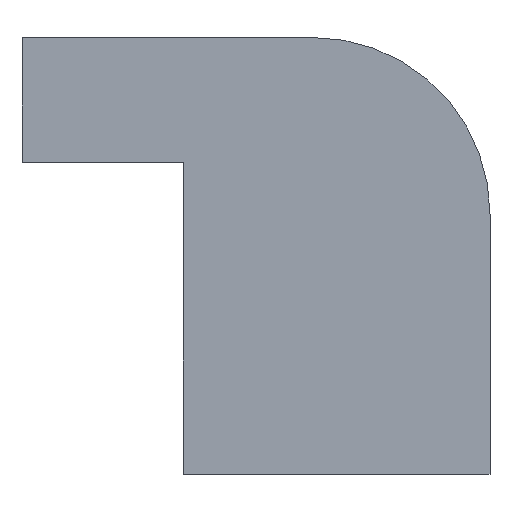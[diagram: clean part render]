
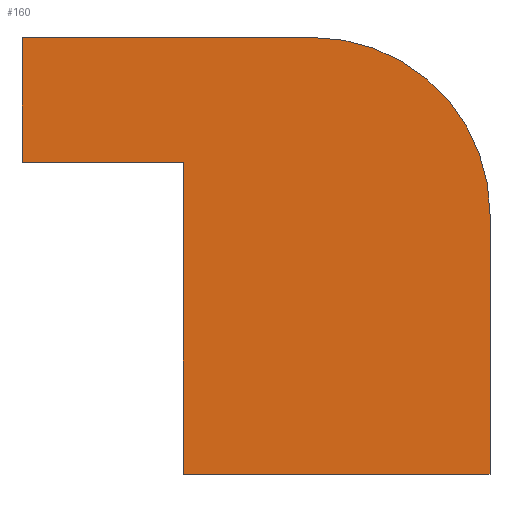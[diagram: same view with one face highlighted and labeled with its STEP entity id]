
A CAD part, top view. The second image highlights one B-rep face of the part: STEP entity #160.
In plain terms, the highlighted planar face has unit normal (0, 0, 1).
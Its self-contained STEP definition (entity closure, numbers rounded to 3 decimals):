
#15=PLANE('',#185);
#24=FACE_OUTER_BOUND('',#33,.T.);
#33=EDGE_LOOP('',(#120,#121,#122,#123,#124,#125,#126));
#43=LINE('',#248,#62);
#44=LINE('',#250,#63);
#45=LINE('',#252,#64);
#46=LINE('',#254,#65);
#47=LINE('',#256,#66);
#48=LINE('',#257,#67);
#62=VECTOR('',#205,10.);
#63=VECTOR('',#206,10.);
#64=VECTOR('',#207,10.);
#65=VECTOR('',#208,10.);
#66=VECTOR('',#209,10.);
#67=VECTOR('',#210,10.);
#79=CIRCLE('',#183,17.);
#81=VERTEX_POINT('',#238);
#82=VERTEX_POINT('',#239);
#85=VERTEX_POINT('',#247);
#86=VERTEX_POINT('',#249);
#87=VERTEX_POINT('',#251);
#88=VERTEX_POINT('',#253);
#89=VERTEX_POINT('',#255);
#95=EDGE_CURVE('',#81,#82,#79,.T.);
#99=EDGE_CURVE('',#81,#85,#43,.T.);
#100=EDGE_CURVE('',#85,#86,#44,.T.);
#101=EDGE_CURVE('',#86,#87,#45,.T.);
#102=EDGE_CURVE('',#87,#88,#46,.T.);
#103=EDGE_CURVE('',#88,#89,#47,.T.);
#104=EDGE_CURVE('',#89,#82,#48,.T.);
#120=ORIENTED_EDGE('',*,*,#95,.F.);
#121=ORIENTED_EDGE('',*,*,#99,.T.);
#122=ORIENTED_EDGE('',*,*,#100,.T.);
#123=ORIENTED_EDGE('',*,*,#101,.T.);
#124=ORIENTED_EDGE('',*,*,#102,.T.);
#125=ORIENTED_EDGE('',*,*,#103,.T.);
#126=ORIENTED_EDGE('',*,*,#104,.T.);
#160=ADVANCED_FACE('',(#24),#15,.T.);
#183=AXIS2_PLACEMENT_3D('',#240,#197,#198);
#185=AXIS2_PLACEMENT_3D('',#246,#203,#204);
#197=DIRECTION('center_axis',(0.,0.,-1.));
#198=DIRECTION('ref_axis',(0.707,0.707,0.));
#203=DIRECTION('center_axis',(0.,0.,1.));
#204=DIRECTION('ref_axis',(1.,0.,0.));
#205=DIRECTION('',(-1.,0.,0.));
#206=DIRECTION('',(0.,-1.,0.));
#207=DIRECTION('',(1.,0.,0.));
#208=DIRECTION('',(0.,-1.,0.));
#209=DIRECTION('',(1.,0.,0.));
#210=DIRECTION('',(0.,1.,0.));
#238=CARTESIAN_POINT('',(66.756,89.5,4.));
#239=CARTESIAN_POINT('',(83.756,72.5,4.));
#240=CARTESIAN_POINT('Origin',(66.756,72.5,4.));
#246=CARTESIAN_POINT('Origin',(61.256,68.5,4.));
#247=CARTESIAN_POINT('',(38.756,89.5,4.));
#248=CARTESIAN_POINT('',(38.756,89.5,4.));
#249=CARTESIAN_POINT('',(38.756,77.5,4.));
#250=CARTESIAN_POINT('',(38.756,77.5,4.));
#251=CARTESIAN_POINT('',(54.256,77.5,4.));
#252=CARTESIAN_POINT('',(83.756,77.5,4.));
#253=CARTESIAN_POINT('',(54.256,47.5,4.));
#254=CARTESIAN_POINT('',(54.256,47.5,4.));
#255=CARTESIAN_POINT('',(83.756,47.5,4.));
#256=CARTESIAN_POINT('',(83.756,47.5,4.));
#257=CARTESIAN_POINT('',(83.756,77.5,4.));
